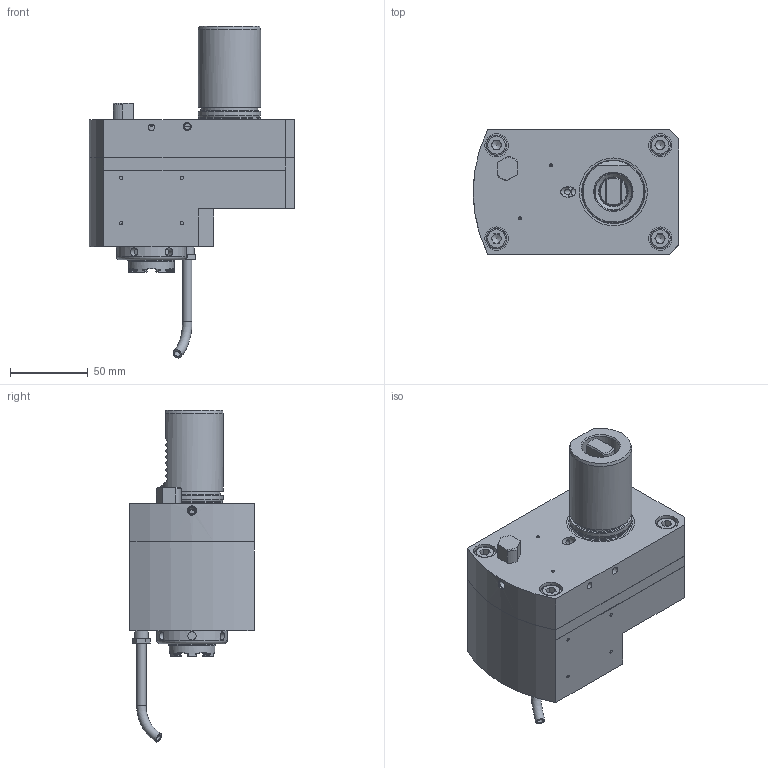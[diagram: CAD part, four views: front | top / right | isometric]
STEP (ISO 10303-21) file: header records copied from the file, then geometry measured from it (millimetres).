
FILE_DESCRIPTION (( 'STEP AP203' ), '1' );
FILE_NAME ('MZMP46-ER25X-OFF-ICE v.1_123681.STEP', '2020-01-08T16:29:19', ( '' ), ( '' ), 'SwSTEP 2.0', 'SolidWorks 2019', '' );
FILE_SCHEMA (( 'CONFIG_CONTROL_DESIGN' ));
Length unit declared in the file: millimetre
Products named in the file (20): ER25_IK_0.STP; 006_000X.STP; STECHSTAHL.STP; 003_000X_0.STP; 001_000X.STP; MZMP46-ER25X-OFF-ICE v.1_123681; 005_000X.STP; 1120044235_0.STP; SPINDEL LD35 ER25 RD35 IK.STP; WK.STP; SCHAFT.STP; 1120044235_2.STP; 001_000X_1.STP; ER25_IK.STP; BG_M10.STP; 1120044235.STP; 003_000X.STP; 1120044235_1.STP; 001_000X_0.STP; 123681.STP
Assembly tree (19 placements, depth 5):
  MZMP46-ER25X-OFF-ICE v.1_123681
    123681.STP
      WK.STP
        BG_M10.STP
          003_000X.STP
          005_000X.STP
          006_000X.STP
        ER25_IK_0.STP
          003_000X_0.STP
        SCHAFT.STP
        001_000X.STP
        001_000X_0.STP
        STECHSTAHL.STP
        1120044235.STP
        1120044235_0.STP
        1120044235_1.STP
        1120044235_2.STP
        001_000X_1.STP
        SPINDEL LD35 ER25 RD35 IK.STP
        ER25_IK.STP
Bounding box: 132 x 80 x 213.04 mm (x, y, z)
Volume: 613776 mm3; surface area: 155215.3 mm2
Topology: 15 solids, 15 shells, 600 faces, 1422 edges, 910 vertices
Faces by surface type: plane 273, cylinder 215, cone 67, torus 45
Full cylindrical faces by diameter (mm): 2 x6, 4 x5, 4.2 x6, 5 x3, 5.3 x6, 5.6 x1, 6 x6, 6.25 x1, 6.466 x8, 6.8 x3, 8 x9, 8.1 x1, 8.773 x1, 9 x4, 11 x2, 12 x1, 13 x4, 15 x4, 16 x2, 17.8 x1, 18 x3, 18.2 x1, 19 x2, 19.8 x1, 20 x1, 21 x2, 22 x1, 23.4 x1, 24 x2, 24.4 x1
Entity records: 24277 total; most frequent: CARTESIAN_POINT 10042, DIRECTION 2410, ORIENTED_EDGE 2266, EDGE_CURVE 1133, AXIS2_PLACEMENT_3D 1044, EDGE_LOOP 902, VERTEX_POINT 835, FACE_OUTER_BOUND 743
